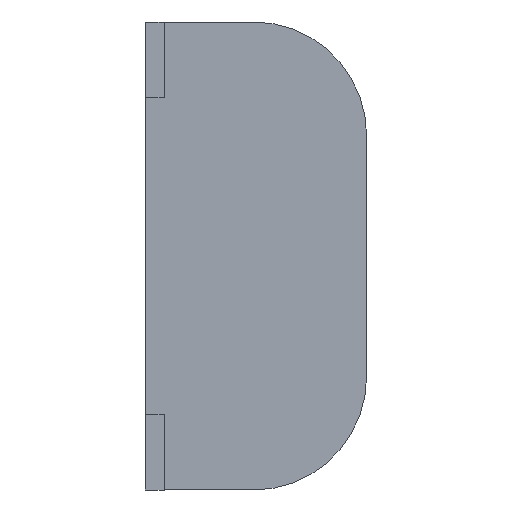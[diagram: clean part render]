
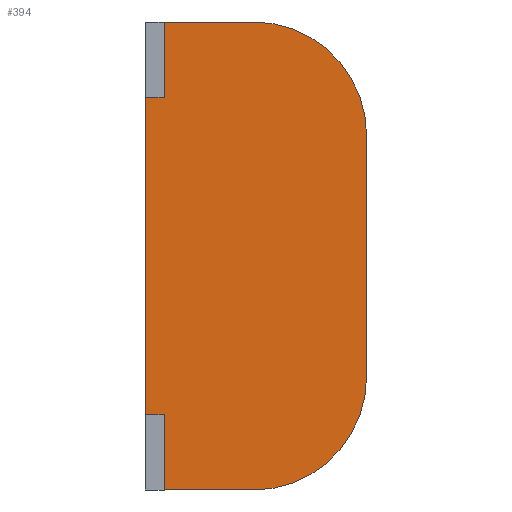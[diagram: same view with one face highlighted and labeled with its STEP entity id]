
A CAD part, left-side view. The second image highlights one B-rep face of the part: STEP entity #394.
In plain terms, the highlighted planar face has unit normal (-1, 0, 0).
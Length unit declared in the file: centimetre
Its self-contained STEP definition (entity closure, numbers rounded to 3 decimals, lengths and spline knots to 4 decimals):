
#28 = EDGE_CURVE ( 'NONE', #348, #585, #856, .T. ) ;
#33 = VECTOR ( 'NONE', #407, 100. ) ;
#34 = VERTEX_POINT ( 'NONE', #330 ) ;
#52 = VERTEX_POINT ( 'NONE', #601 ) ;
#64 = ORIENTED_EDGE ( 'NONE', *, *, #537, .F. ) ;
#120 = ORIENTED_EDGE ( 'NONE', *, *, #807, .F. ) ;
#133 = EDGE_CURVE ( 'NONE', #358, #34, #616, .T. ) ;
#135 = ORIENTED_EDGE ( 'NONE', *, *, #499, .T. ) ;
#157 = DIRECTION ( 'NONE',  ( 0., -1., 0. ) ) ;
#183 = DIRECTION ( 'NONE',  ( 0., 1., 0. ) ) ;
#210 = LINE ( 'NONE', #346, #1041 ) ;
#217 = VECTOR ( 'NONE', #752, 100. ) ;
#222 = CARTESIAN_POINT ( 'NONE',  ( -3.95, 2.18, -3.1 ) ) ;
#223 = VECTOR ( 'NONE', #157, 100. ) ;
#229 = VERTEX_POINT ( 'NONE', #609 ) ;
#246 = EDGE_LOOP ( 'NONE', ( #1090, #135, #315, #753, #994, #120, #490, #419, #64, #726 ) ) ;
#274 = CARTESIAN_POINT ( 'NONE',  ( -3.95, 2.18, -3.1 ) ) ;
#279 = CARTESIAN_POINT ( 'NONE',  ( -3.95, 1., -3.1 ) ) ;
#292 = VECTOR ( 'NONE', #355, 100. ) ;
#307 = CARTESIAN_POINT ( 'NONE',  ( -3.95, 2.43, 3.1 ) ) ;
#314 = PLANE ( 'NONE',  #635 ) ;
#315 = ORIENTED_EDGE ( 'NONE', *, *, #28, .F. ) ;
#330 = CARTESIAN_POINT ( 'NONE',  ( -3.95, 2.18, -2.1 ) ) ;
#346 = CARTESIAN_POINT ( 'NONE',  ( -3.95, 2.43, -2.1 ) ) ;
#348 = VERTEX_POINT ( 'NONE', #636 ) ;
#355 = DIRECTION ( 'NONE',  ( 0., -1., 0. ) ) ;
#358 = VERTEX_POINT ( 'NONE', #222 ) ;
#367 = CARTESIAN_POINT ( 'NONE',  ( -3.95, 2.43, 3.1 ) ) ;
#381 = EDGE_CURVE ( 'NONE', #229, #577, #1072, .T. ) ;
#383 = CARTESIAN_POINT ( 'NONE',  ( -3.95, 1., 1.6 ) ) ;
#394 = ADVANCED_FACE ( 'NONE', ( #731 ), #314, .F. ) ;
#407 = DIRECTION ( 'NONE',  ( 0., 0., 1. ) ) ;
#416 = CARTESIAN_POINT ( 'NONE',  ( -3.95, -0.5, 0. ) ) ;
#419 = ORIENTED_EDGE ( 'NONE', *, *, #1024, .F. ) ;
#420 = LINE ( 'NONE', #487, #223 ) ;
#448 = DIRECTION ( 'NONE',  ( 0., 0., 1. ) ) ;
#453 = CIRCLE ( 'NONE', #607, 1.5 ) ;
#487 = CARTESIAN_POINT ( 'NONE',  ( -3.95, 2.43, 2.1 ) ) ;
#490 = ORIENTED_EDGE ( 'NONE', *, *, #830, .F. ) ;
#497 = LINE ( 'NONE', #674, #33 ) ;
#498 = DIRECTION ( 'NONE',  ( 0., 0., -1. ) ) ;
#499 = EDGE_CURVE ( 'NONE', #572, #585, #453, .T. ) ;
#537 = EDGE_CURVE ( 'NONE', #34, #757, #210, .T. ) ;
#565 = CARTESIAN_POINT ( 'NONE',  ( -3.95, 2.43, 3.1 ) ) ;
#572 = VERTEX_POINT ( 'NONE', #279 ) ;
#577 = VERTEX_POINT ( 'NONE', #960 ) ;
#580 = CARTESIAN_POINT ( 'NONE',  ( -3.95, 1., -1.6 ) ) ;
#585 = VERTEX_POINT ( 'NONE', #942 ) ;
#598 = VERTEX_POINT ( 'NONE', #1050 ) ;
#601 = CARTESIAN_POINT ( 'NONE',  ( -3.95, 2.43, 2.1 ) ) ;
#607 = AXIS2_PLACEMENT_3D ( 'NONE', #580, #850, #498 ) ;
#609 = CARTESIAN_POINT ( 'NONE',  ( -3.95, 2.18, 3.1 ) ) ;
#616 = LINE ( 'NONE', #274, #867 ) ;
#618 = CARTESIAN_POINT ( 'NONE',  ( -3.95, 2.43, -3.1 ) ) ;
#625 = DIRECTION ( 'NONE',  ( 0., 0., 1. ) ) ;
#635 = AXIS2_PLACEMENT_3D ( 'NONE', #565, #905, #744 ) ;
#636 = CARTESIAN_POINT ( 'NONE',  ( -3.95, -0.5, 1.6 ) ) ;
#674 = CARTESIAN_POINT ( 'NONE',  ( -3.95, 2.18, 3.1 ) ) ;
#695 = AXIS2_PLACEMENT_3D ( 'NONE', #383, #986, #799 ) ;
#726 = ORIENTED_EDGE ( 'NONE', *, *, #133, .F. ) ;
#731 = FACE_OUTER_BOUND ( 'NONE', #246, .T. ) ;
#744 = DIRECTION ( 'NONE',  ( 0., 0., -1. ) ) ;
#752 = DIRECTION ( 'NONE',  ( 0., 0., -1. ) ) ;
#753 = ORIENTED_EDGE ( 'NONE', *, *, #1047, .T. ) ;
#757 = VERTEX_POINT ( 'NONE', #1087 ) ;
#799 = DIRECTION ( 'NONE',  ( 0., 0., -1. ) ) ;
#807 = EDGE_CURVE ( 'NONE', #598, #229, #497, .T. ) ;
#830 = EDGE_CURVE ( 'NONE', #52, #598, #420, .T. ) ;
#836 = CIRCLE ( 'NONE', #695, 1.5 ) ;
#850 = DIRECTION ( 'NONE',  ( -1., 0., 0. ) ) ;
#856 = LINE ( 'NONE', #416, #217 ) ;
#866 = LINE ( 'NONE', #367, #1076 ) ;
#867 = VECTOR ( 'NONE', #625, 100. ) ;
#899 = DIRECTION ( 'NONE',  ( 0., -1., 0. ) ) ;
#905 = DIRECTION ( 'NONE',  ( 1., 0., 0. ) ) ;
#941 = LINE ( 'NONE', #618, #292 ) ;
#942 = CARTESIAN_POINT ( 'NONE',  ( -3.95, -0.5, -1.6 ) ) ;
#960 = CARTESIAN_POINT ( 'NONE',  ( -3.95, 1., 3.1 ) ) ;
#962 = EDGE_CURVE ( 'NONE', #358, #572, #941, .T. ) ;
#986 = DIRECTION ( 'NONE',  ( -1., 0., 0. ) ) ;
#994 = ORIENTED_EDGE ( 'NONE', *, *, #381, .F. ) ;
#1024 = EDGE_CURVE ( 'NONE', #757, #52, #866, .T. ) ;
#1041 = VECTOR ( 'NONE', #183, 100. ) ;
#1047 = EDGE_CURVE ( 'NONE', #348, #577, #836, .T. ) ;
#1050 = CARTESIAN_POINT ( 'NONE',  ( -3.95, 2.18, 2.1 ) ) ;
#1065 = VECTOR ( 'NONE', #899, 100. ) ;
#1072 = LINE ( 'NONE', #307, #1065 ) ;
#1076 = VECTOR ( 'NONE', #448, 100. ) ;
#1087 = CARTESIAN_POINT ( 'NONE',  ( -3.95, 2.43, -2.1 ) ) ;
#1090 = ORIENTED_EDGE ( 'NONE', *, *, #962, .T. ) ;
